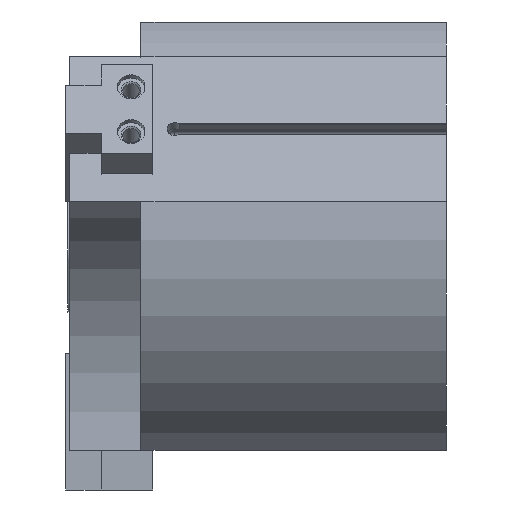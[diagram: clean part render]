
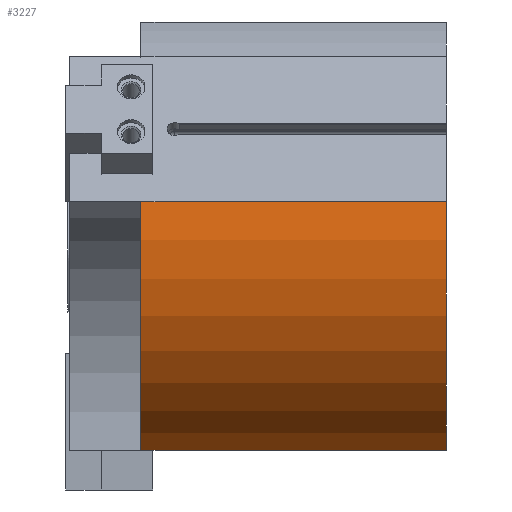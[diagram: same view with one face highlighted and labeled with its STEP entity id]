
A CAD part, left-side view. The second image highlights one B-rep face of the part: STEP entity #3227.
In plain terms, the highlighted cylindrical face has radius 58 mm (diameter 116 mm), a partial arc.
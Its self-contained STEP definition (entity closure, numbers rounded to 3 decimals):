
#157=CYLINDRICAL_SURFACE('',#3511,58.);
#246=CIRCLE('',#3507,58.);
#250=CIRCLE('',#3512,58.);
#594=ORIENTED_EDGE('',*,*,#1425,.F.);
#595=ORIENTED_EDGE('',*,*,#1307,.T.);
#596=ORIENTED_EDGE('',*,*,#1412,.T.);
#597=ORIENTED_EDGE('',*,*,#1272,.F.);
#1272=EDGE_CURVE('',#1711,#1712,#2027,.T.);
#1307=EDGE_CURVE('',#1744,#1743,#2060,.T.);
#1412=EDGE_CURVE('',#1743,#1712,#246,.T.);
#1425=EDGE_CURVE('',#1744,#1711,#250,.T.);
#1711=VERTEX_POINT('',#4879);
#1712=VERTEX_POINT('',#4881);
#1743=VERTEX_POINT('',#4949);
#1744=VERTEX_POINT('',#4951);
#2027=LINE('',#4880,#2292);
#2060=LINE('',#4950,#2325);
#2292=VECTOR('',#3861,1000.);
#2325=VECTOR('',#3904,1000.);
#2564=EDGE_LOOP('',(#594,#595,#596,#597));
#2846=FACE_BOUND('',#2564,.T.);
#3227=ADVANCED_FACE('',(#2846),#157,.T.);
#3507=AXIS2_PLACEMENT_3D('',#5228,#4070,#4071);
#3511=AXIS2_PLACEMENT_3D('',#5246,#4087,#4088);
#3512=AXIS2_PLACEMENT_3D('',#5247,#4089,#4090);
#3861=DIRECTION('',(0.,-1.,0.));
#3904=DIRECTION('',(0.,-1.,0.));
#4070=DIRECTION('',(0.,1.,0.));
#4071=DIRECTION('',(1.,0.,0.));
#4087=DIRECTION('',(0.,-1.,0.));
#4088=DIRECTION('',(0.,0.,-1.));
#4089=DIRECTION('',(0.,1.,0.));
#4090=DIRECTION('',(0.,0.,1.));
#4879=CARTESIAN_POINT('',(-57.348,77.,8.67));
#4880=CARTESIAN_POINT('',(-57.348,95.,8.67));
#4881=CARTESIAN_POINT('',(-57.348,0.,8.67));
#4949=CARTESIAN_POINT('',(-21.166,0.,-54.));
#4950=CARTESIAN_POINT('',(-21.166,95.,-54.));
#4951=CARTESIAN_POINT('',(-21.166,77.,-54.));
#5228=CARTESIAN_POINT('',(0.,0.,0.));
#5246=CARTESIAN_POINT('',(0.,95.,0.));
#5247=CARTESIAN_POINT('',(0.,77.,0.));
